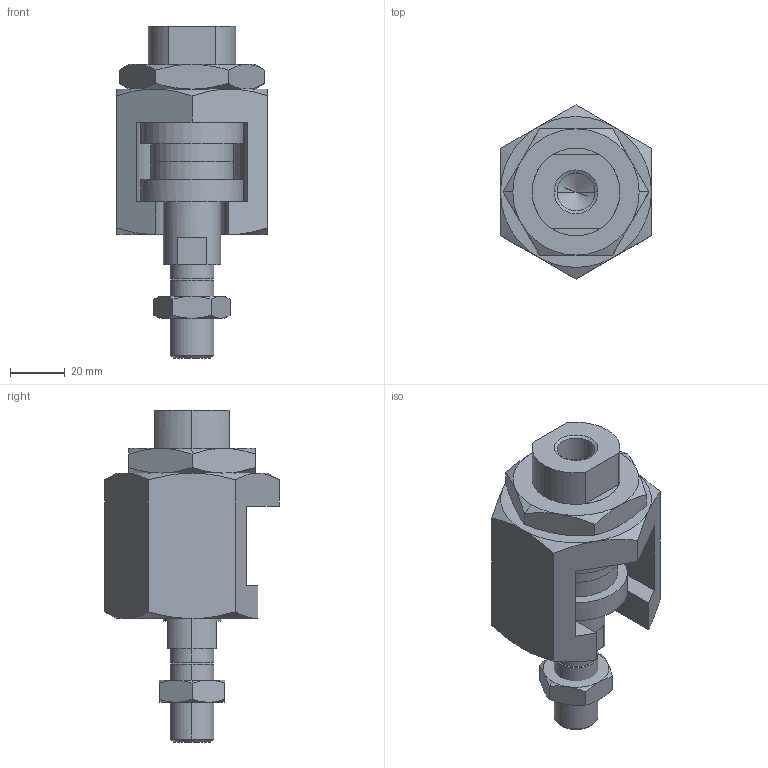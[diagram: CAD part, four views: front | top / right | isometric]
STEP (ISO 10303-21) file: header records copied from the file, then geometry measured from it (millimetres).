
FILE_DESCRIPTION(('STEP AP214'),'1');
FILE_NAME(' ',' ',('TraceParts'),('TraceParts S.A.'),'XStep 1.0',' ',' ');
FILE_SCHEMA(('automotive_design'));
Length unit declared in the file: millimetre
Products named in the file (4): 1; 2; 3; 4
Bounding box: 55 x 63.51 x 121 mm (x, y, z)
Volume: 144395.8 mm3; surface area: 38402.7 mm2
Topology: 4 solids, 4 shells, 127 faces, 288 edges, 174 vertices
Faces by surface type: cone 55, plane 48, cylinder 24
Entity records: 6859 total; most frequent: CARTESIAN_POINT 739, STYLED_ITEM 591, PRESENTATION_STYLE_ASSIGNMENT 591, COLOUR_RGB 591, DIRECTION 590, ORIENTED_EDGE 572, EDGE_CURVE 286, CURVE_STYLE 286
